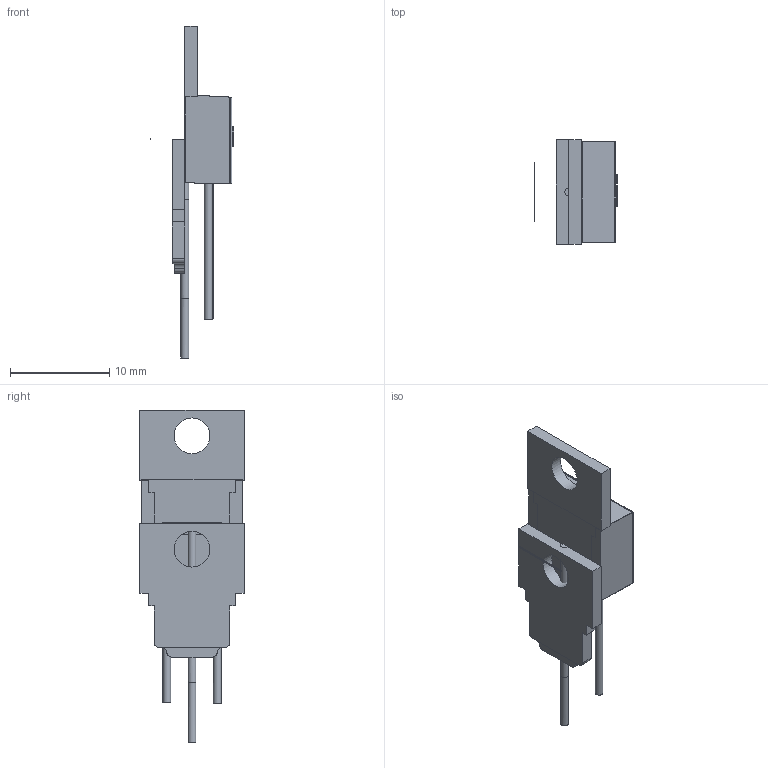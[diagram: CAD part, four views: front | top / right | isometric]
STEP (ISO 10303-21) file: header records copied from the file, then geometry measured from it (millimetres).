
FILE_DESCRIPTION( ( 'Unknown' ), '1' );
FILE_NAME( '52338940 RTO 3D.stp', 'Unknown', ( 'Unknown' ), ( 'Unknown' ), 'PSStep 13.0', 'Unknown', ' ' );
FILE_SCHEMA( ( 'AUTOMOTIVE_DESIGN { 1 0 10303 214 1 1 1 1 }' ) );
Length unit declared in the file: millimetre
Products named in the file (6): Assem1; RTV D2TO-oa5; dissipateur RTO; sortie RTO-oa6; sortie RTO-oa7; plastique RTO.
Bounding box: 8.45 x 10.5 x 33.42 mm (x, y, z)
Volume: 1123.1 mm3; surface area: 1552.5 mm2
Topology: 10 solids, 10 shells, 154 faces, 370 edges, 246 vertices
Faces by surface type: plane 114, cylinder 30, extrusion 10
Full cylindrical faces by diameter (mm): 0.8 x8, 3.6 x2
Entity records: 3081 total; most frequent: CARTESIAN_POINT 702, ORIENTED_EDGE 346, DIRECTION 320, EDGE_CURVE 173, VERTEX_POINT 118, VECTOR 108, AXIS2_PLACEMENT_3D 106, LINE 103
